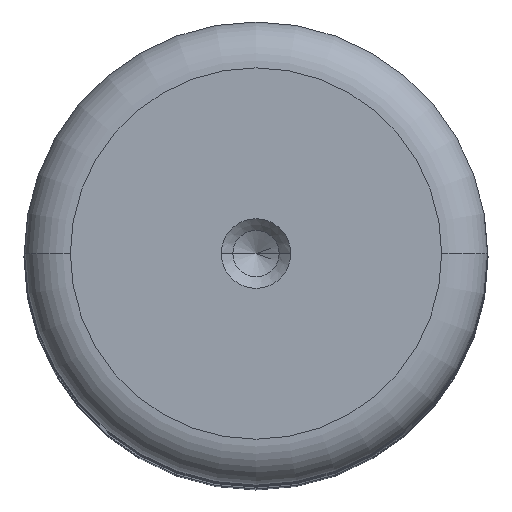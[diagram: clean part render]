
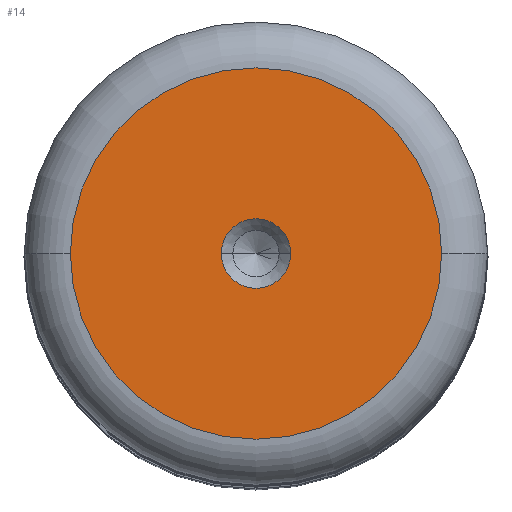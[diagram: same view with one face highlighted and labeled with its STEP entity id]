
A CAD part, top view. The second image highlights one B-rep face of the part: STEP entity #14.
In plain terms, the highlighted planar face has unit normal (0, 0, 1).
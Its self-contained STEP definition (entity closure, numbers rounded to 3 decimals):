
#14 = ADVANCED_FACE ( 'NONE', ( #1972, #894 ), #1599, .T. ) ;
#24 = CARTESIAN_POINT ( 'NONE',  ( 0., 0., 110. ) ) ;
#66 = ORIENTED_EDGE ( 'NONE', *, *, #719, .T. ) ;
#138 = DIRECTION ( 'NONE',  ( 1., 0., 0. ) ) ;
#189 = AXIS2_PLACEMENT_3D ( 'NONE', #1671, #501, #1867 ) ;
#231 = DIRECTION ( 'NONE',  ( 1., 0., 0. ) ) ;
#391 = EDGE_LOOP ( 'NONE', ( #2124, #1736 ) ) ;
#501 = DIRECTION ( 'NONE',  ( 0., 0., 1. ) ) ;
#538 = CIRCLE ( 'NONE', #189, 1.5 ) ;
#574 = EDGE_LOOP ( 'NONE', ( #66, #1209 ) ) ;
#598 = AXIS2_PLACEMENT_3D ( 'NONE', #2467, #1330, #138 ) ;
#719 = EDGE_CURVE ( 'NONE', #1773, #1891, #2097, .T. ) ;
#741 = CARTESIAN_POINT ( 'NONE',  ( -8.013, 0., 110. ) ) ;
#813 = CIRCLE ( 'NONE', #1184, 8.013 ) ;
#894 = FACE_OUTER_BOUND ( 'NONE', #574, .T. ) ;
#925 = CARTESIAN_POINT ( 'NONE',  ( 0., 0., 110. ) ) ;
#1001 = CIRCLE ( 'NONE', #598, 1.5 ) ;
#1006 = VERTEX_POINT ( 'NONE', #1424 ) ;
#1075 = AXIS2_PLACEMENT_3D ( 'NONE', #2191, #2162, #1427 ) ;
#1096 = AXIS2_PLACEMENT_3D ( 'NONE', #24, #1425, #231 ) ;
#1117 = DIRECTION ( 'NONE',  ( 1., 0., 0. ) ) ;
#1184 = AXIS2_PLACEMENT_3D ( 'NONE', #925, #2261, #1117 ) ;
#1209 = ORIENTED_EDGE ( 'NONE', *, *, #2368, .T. ) ;
#1220 = EDGE_CURVE ( 'NONE', #1006, #1612, #1001, .T. ) ;
#1237 = EDGE_CURVE ( 'NONE', #1612, #1006, #538, .T. ) ;
#1330 = DIRECTION ( 'NONE',  ( 0., 0., 1. ) ) ;
#1424 = CARTESIAN_POINT ( 'NONE',  ( 1.5, 0., 110. ) ) ;
#1425 = DIRECTION ( 'NONE',  ( 0., 0., 1. ) ) ;
#1427 = DIRECTION ( 'NONE',  ( 1., 0., 0. ) ) ;
#1493 = CARTESIAN_POINT ( 'NONE',  ( 8.013, 0., 110. ) ) ;
#1599 = PLANE ( 'NONE',  #1075 ) ;
#1612 = VERTEX_POINT ( 'NONE', #2114 ) ;
#1671 = CARTESIAN_POINT ( 'NONE',  ( 0., 0., 110. ) ) ;
#1736 = ORIENTED_EDGE ( 'NONE', *, *, #1237, .F. ) ;
#1773 = VERTEX_POINT ( 'NONE', #1493 ) ;
#1867 = DIRECTION ( 'NONE',  ( 1., 0., 0. ) ) ;
#1891 = VERTEX_POINT ( 'NONE', #741 ) ;
#1972 = FACE_BOUND ( 'NONE', #391, .T. ) ;
#2097 = CIRCLE ( 'NONE', #1096, 8.013 ) ;
#2114 = CARTESIAN_POINT ( 'NONE',  ( -1.5, 0., 110. ) ) ;
#2124 = ORIENTED_EDGE ( 'NONE', *, *, #1220, .F. ) ;
#2162 = DIRECTION ( 'NONE',  ( 0., 0., 1. ) ) ;
#2191 = CARTESIAN_POINT ( 'NONE',  ( 0., 0., 110. ) ) ;
#2261 = DIRECTION ( 'NONE',  ( 0., 0., 1. ) ) ;
#2368 = EDGE_CURVE ( 'NONE', #1891, #1773, #813, .T. ) ;
#2467 = CARTESIAN_POINT ( 'NONE',  ( 0., 0., 110. ) ) ;
